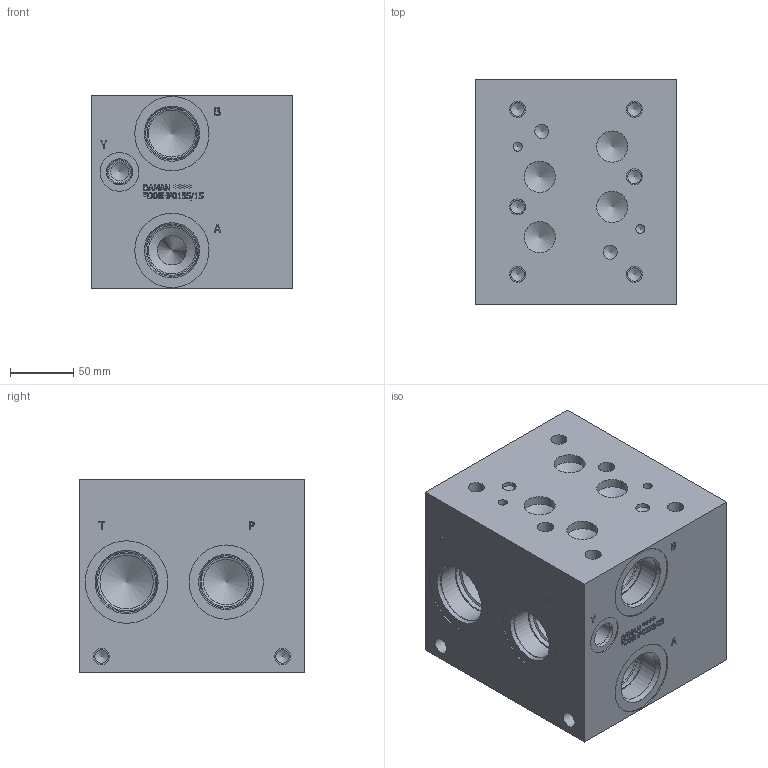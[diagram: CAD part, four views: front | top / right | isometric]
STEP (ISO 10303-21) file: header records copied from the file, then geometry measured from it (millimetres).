
FILE_DESCRIPTION(/* description */ (''),/* implementation_level */ '2;1');
FILE_NAME(/* name */ '_D08HP015S_1S.stp',/* time_stamp */ '2021-06-24T10:33:37-04:00',/* author */ ('anthonyv'),/* organization */ (''),/* preprocessor_version */ 'ST-DEVELOPER v18.1',/* originating_system */ 'Autodesk Inventor 2021',/* authorisation */ '');
FILE_SCHEMA (('AUTOMOTIVE_DESIGN { 1 0 10303 214 3 1 1 }'));
Length unit declared in the file: millimetre
Products named in the file (1): Part_AD08HP015S~1S_3D
Bounding box: 158.75 x 177.8 x 152.4 mm (x, y, z)
Volume: 3834086 mm3; surface area: 214508.8 mm2
Topology: 1 solids, 1 shells, 618 faces, 1682 edges, 1138 vertices
Faces by surface type: plane 348, bspline 144, cylinder 73, cone 53
Full cylindrical faces by diameter (mm): 7.137 x2, 9.525 x1, 9.881 x1, 10.719 x10, 11.113 x2, 11.125 x1, 12.7 x10, 14.275 x1, 17.501 x1, 19.05 x1, 19.253 x1, 21.285 x1, 24.613 x4, 25.4 x1, 30.632 x1, 31.75 x1, 34.112 x1, 35.712 x2, 35.992 x1, 36.525 x1, 36.906 x2, 39.218 x4, 39.675 x1, 41.275 x2, 41.28 x2, 41.758 x2, 42.062 x2, 43.51 x2, 45.568 x2, 47.625 x2
Entity records: 20637 total; most frequent: CARTESIAN_POINT 5284, ORIENTED_EDGE 3310, DIRECTION 2592, EDGE_CURVE 1655, VERTEX_POINT 1138, LINE 1092, VECTOR 1092, AXIS2_PLACEMENT_3D 750
